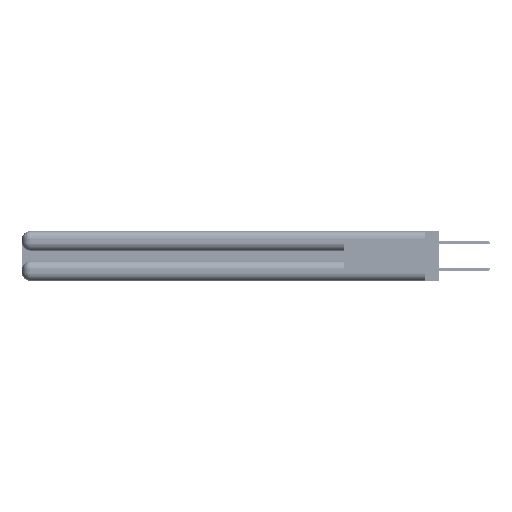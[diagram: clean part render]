
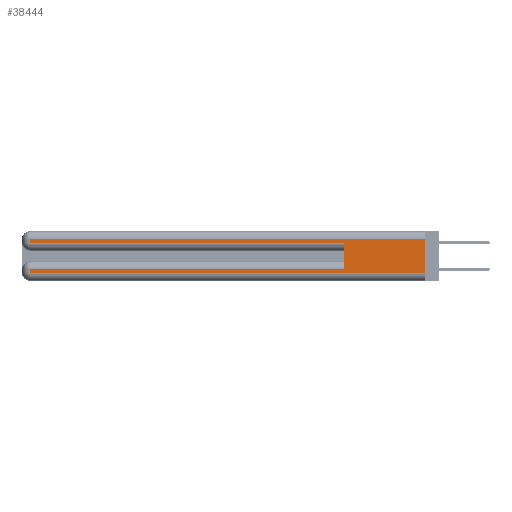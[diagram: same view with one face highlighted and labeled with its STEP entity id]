
A CAD part, left-side view. The second image highlights one B-rep face of the part: STEP entity #38444.
In plain terms, the highlighted planar face has unit normal (-1, 0, 0).
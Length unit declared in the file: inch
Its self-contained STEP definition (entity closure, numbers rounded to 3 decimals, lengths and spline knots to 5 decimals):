
#348 = CARTESIAN_POINT ( 'NONE',  ( 0., 2.94, 0.285 ) ) ;
#409 = CARTESIAN_POINT ( 'NONE',  ( 0., 0., 0.06 ) ) ;
#2157 = VERTEX_POINT ( 'NONE', #33152 ) ;
#4143 = CARTESIAN_POINT ( 'NONE',  ( 0., 2.94, 0.37 ) ) ;
#4966 = DIRECTION ( 'NONE',  ( 0., -1., 0. ) ) ;
#6956 = LINE ( 'NONE', #36853, #32953 ) ;
#7809 = EDGE_CURVE ( 'NONE', #16178, #29037, #42806, .T. ) ;
#12560 = VECTOR ( 'NONE', #4966, 39.37008 ) ;
#12904 = VERTEX_POINT ( 'NONE', #19967 ) ;
#16178 = VERTEX_POINT ( 'NONE', #38144 ) ;
#17270 = CARTESIAN_POINT ( 'NONE',  ( 0., 0., 0.285 ) ) ;
#17495 = FACE_OUTER_BOUND ( 'NONE', #22299, .T. ) ;
#18261 = EDGE_CURVE ( 'NONE', #38458, #50102, #40586, .T. ) ;
#18588 = CARTESIAN_POINT ( 'NONE',  ( 0., 2.94, 0.085 ) ) ;
#18868 = VECTOR ( 'NONE', #34145, 39.37008 ) ;
#19075 = ORIENTED_EDGE ( 'NONE', *, *, #30002, .T. ) ;
#19181 = CARTESIAN_POINT ( 'NONE',  ( 0., 0.6, 0.085 ) ) ;
#19537 = LINE ( 'NONE', #42483, #42165 ) ;
#19890 = DIRECTION ( 'NONE',  ( 0., 0., 1. ) ) ;
#19967 = CARTESIAN_POINT ( 'NONE',  ( 0., 0., 0.06 ) ) ;
#20978 = ORIENTED_EDGE ( 'NONE', *, *, #23250, .F. ) ;
#21709 = DIRECTION ( 'NONE',  ( 0., -1., 0. ) ) ;
#21847 = CARTESIAN_POINT ( 'NONE',  ( 0., 0., 0.31 ) ) ;
#22299 = EDGE_LOOP ( 'NONE', ( #49710, #24568, #34134, #54935, #20978, #33952, #41081, #19075 ) ) ;
#23250 = EDGE_CURVE ( 'NONE', #37293, #50102, #6956, .T. ) ;
#24249 = CARTESIAN_POINT ( 'NONE',  ( 0., 2.94, 0.31 ) ) ;
#24568 = ORIENTED_EDGE ( 'NONE', *, *, #7809, .T. ) ;
#25509 = LINE ( 'NONE', #4143, #18868 ) ;
#26471 = DIRECTION ( 'NONE',  ( 0., 0., -1. ) ) ;
#27276 = EDGE_CURVE ( 'NONE', #27603, #2157, #52621, .T. ) ;
#27603 = VERTEX_POINT ( 'NONE', #18588 ) ;
#29037 = VERTEX_POINT ( 'NONE', #24249 ) ;
#29095 = VECTOR ( 'NONE', #21709, 39.37008 ) ;
#30002 = EDGE_CURVE ( 'NONE', #2157, #12904, #39758, .T. ) ;
#31047 = AXIS2_PLACEMENT_3D ( 'NONE', #43057, #47526, #26471 ) ;
#32953 = VECTOR ( 'NONE', #19890, 39.37008 ) ;
#33152 = CARTESIAN_POINT ( 'NONE',  ( 0., 2.94, 0.06 ) ) ;
#33772 = EDGE_CURVE ( 'NONE', #16178, #12904, #19537, .T. ) ;
#33952 = ORIENTED_EDGE ( 'NONE', *, *, #47703, .T. ) ;
#34134 = ORIENTED_EDGE ( 'NONE', *, *, #38267, .T. ) ;
#34145 = DIRECTION ( 'NONE',  ( 0., 0., -1. ) ) ;
#34690 = DIRECTION ( 'NONE',  ( 0., 1., 0. ) ) ;
#36853 = CARTESIAN_POINT ( 'NONE',  ( 0., 0.6, 0.145 ) ) ;
#36956 = CARTESIAN_POINT ( 'NONE',  ( 0., 2.94, 0.37 ) ) ;
#37293 = VERTEX_POINT ( 'NONE', #19181 ) ;
#38144 = CARTESIAN_POINT ( 'NONE',  ( 0., 0., 0.31 ) ) ;
#38267 = EDGE_CURVE ( 'NONE', #29037, #38458, #25509, .T. ) ;
#38444 = ADVANCED_FACE ( 'NONE', ( #17495 ), #51956, .F. ) ;
#38458 = VERTEX_POINT ( 'NONE', #348 ) ;
#39758 = LINE ( 'NONE', #409, #29095 ) ;
#40586 = LINE ( 'NONE', #17270, #12560 ) ;
#41081 = ORIENTED_EDGE ( 'NONE', *, *, #27276, .T. ) ;
#42165 = VECTOR ( 'NONE', #54726, 39.37008 ) ;
#42483 = CARTESIAN_POINT ( 'NONE',  ( 0., 0., 0.37 ) ) ;
#42806 = LINE ( 'NONE', #21847, #52123 ) ;
#43057 = CARTESIAN_POINT ( 'NONE',  ( 0., 0., 0.37 ) ) ;
#43626 = LINE ( 'NONE', #51418, #46300 ) ;
#44932 = DIRECTION ( 'NONE',  ( 0., 0., -1. ) ) ;
#46300 = VECTOR ( 'NONE', #34690, 39.37008 ) ;
#47306 = VECTOR ( 'NONE', #44932, 39.37008 ) ;
#47526 = DIRECTION ( 'NONE',  ( 1., 0., 0. ) ) ;
#47703 = EDGE_CURVE ( 'NONE', #37293, #27603, #43626, .T. ) ;
#49710 = ORIENTED_EDGE ( 'NONE', *, *, #33772, .F. ) ;
#49798 = CARTESIAN_POINT ( 'NONE',  ( 0., 0.6, 0.285 ) ) ;
#50102 = VERTEX_POINT ( 'NONE', #49798 ) ;
#51259 = DIRECTION ( 'NONE',  ( 0., 1., 0. ) ) ;
#51418 = CARTESIAN_POINT ( 'NONE',  ( 0., 0., 0.085 ) ) ;
#51956 = PLANE ( 'NONE',  #31047 ) ;
#52123 = VECTOR ( 'NONE', #51259, 39.37008 ) ;
#52621 = LINE ( 'NONE', #36956, #47306 ) ;
#54726 = DIRECTION ( 'NONE',  ( 0., 0., -1. ) ) ;
#54935 = ORIENTED_EDGE ( 'NONE', *, *, #18261, .T. ) ;
